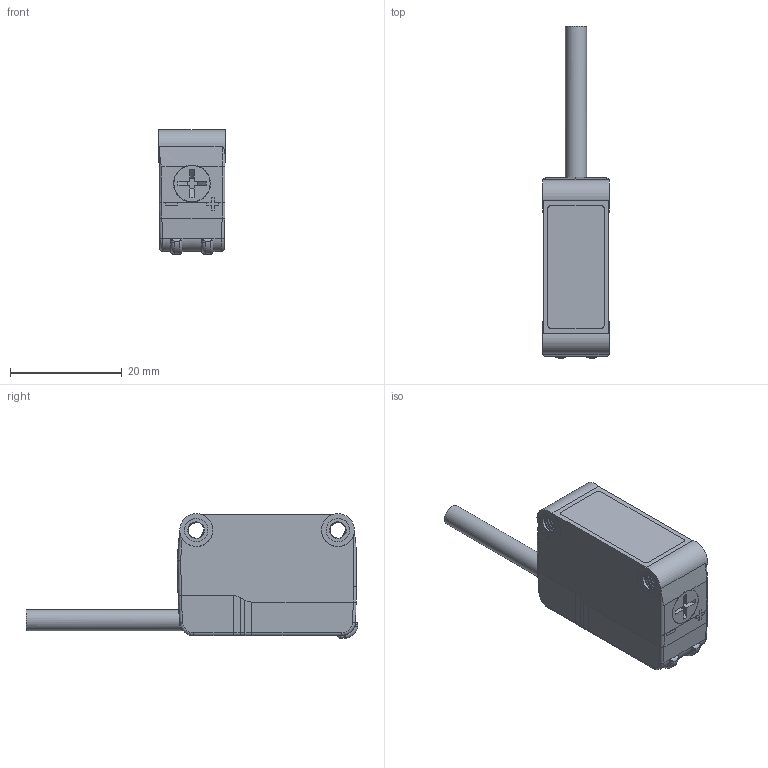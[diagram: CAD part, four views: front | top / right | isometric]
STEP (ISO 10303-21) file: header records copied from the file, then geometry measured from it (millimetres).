
FILE_DESCRIPTION(/* description */ (''),/* implementation_level */ '2;1');
FILE_NAME(/* name */ '',/* time_stamp */ '2021-08-25T15:30:37+08:00',/* author */ (''),/* organization */ (''),/* preprocessor_version */ 'ST-DEVELOPER v14',/* originating_system */ 'SIEMENS PLM Software NX 8.0',/* authorisation */ '');
FILE_SCHEMA (('AUTOMOTIVE_DESIGN { 1 0 10303 214 3 1 1 1 }'));
Length unit declared in the file: millimetre
Products named in the file (1): Admi301871D3dlno
Bounding box: 12 x 59.55 x 22.35 mm (x, y, z)
Volume: 8234.3 mm3; surface area: 3320.5 mm2
Topology: 1 solids, 1 shells, 154 faces, 399 edges, 254 vertices
Faces by surface type: plane 69, cylinder 44, bspline 26, torus 7, cone 6, sphere 2
Full cylindrical faces by diameter (mm): 3.8 x1, 5 x1, 5.2 x1, 5.9 x2, 6.5 x1, 6.6 x1
Entity records: 17181 total; most frequent: CARTESIAN_POINT 13049, ORIENTED_EDGE 756, DIRECTION 658, EDGE_CURVE 378, VERTEX_POINT 244, AXIS2_PLACEMENT_3D 244, EDGE_LOOP 176, LINE 170
